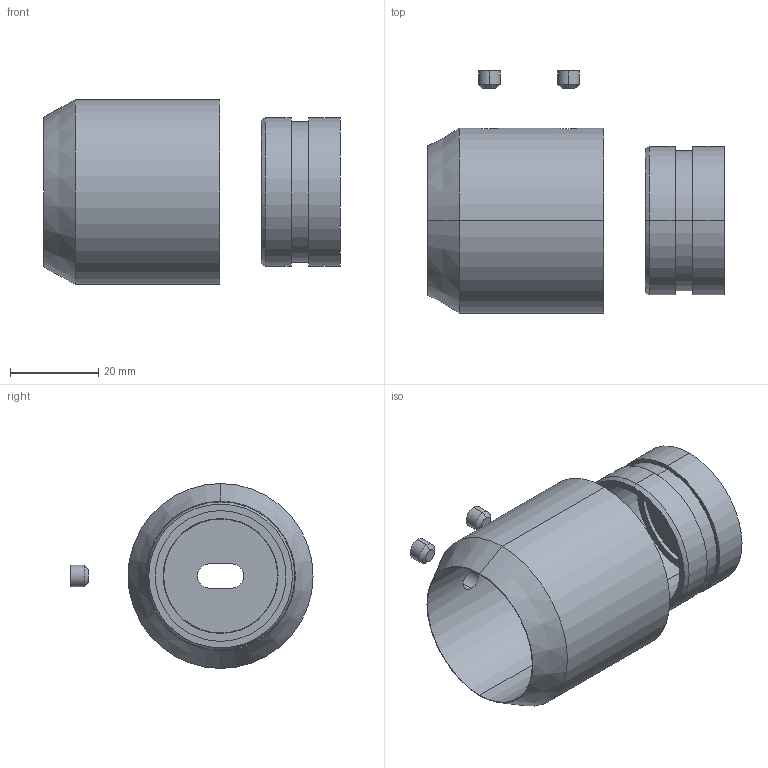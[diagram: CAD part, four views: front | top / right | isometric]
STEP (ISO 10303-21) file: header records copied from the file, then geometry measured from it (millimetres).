
FILE_DESCRIPTION (( 'STEP AP203' ), '1' );
FILE_NAME ('3D_GC3004_33.7_188706500.STEP', '2024-10-17T07:32:54', ( '' ), ( '' ), 'SwSTEP 2.0', 'SolidWorks 2024', '' );
FILE_SCHEMA (( 'CONFIG_CONTROL_DESIGN' ));
Length unit declared in the file: millimetre
Products named in the file (1): 3D_GC3004_33.7_188706500
Bounding box: 67.36 x 55 x 42 mm (x, y, z)
Volume: 22026.2 mm3; surface area: 15621.5 mm2
Topology: 4 solids, 4 shells, 60 faces, 130 edges, 84 vertices
Faces by surface type: plane 28, cylinder 22, cone 10
Entity records: 1961 total; most frequent: CARTESIAN_POINT 527, DIRECTION 292, ORIENTED_EDGE 260, EDGE_CURVE 130, AXIS2_PLACEMENT_3D 109, VERTEX_POINT 84, VECTOR 74, LINE 74
